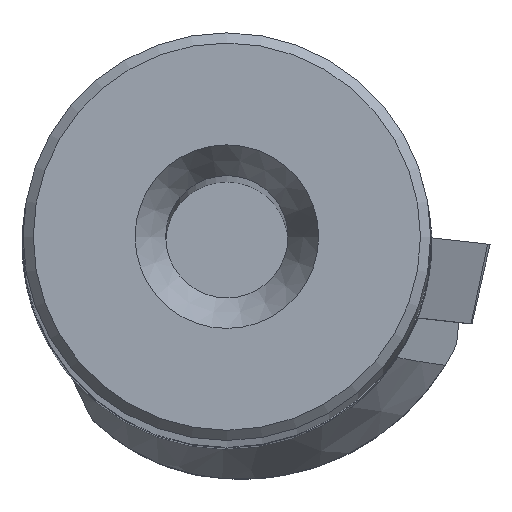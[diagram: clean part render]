
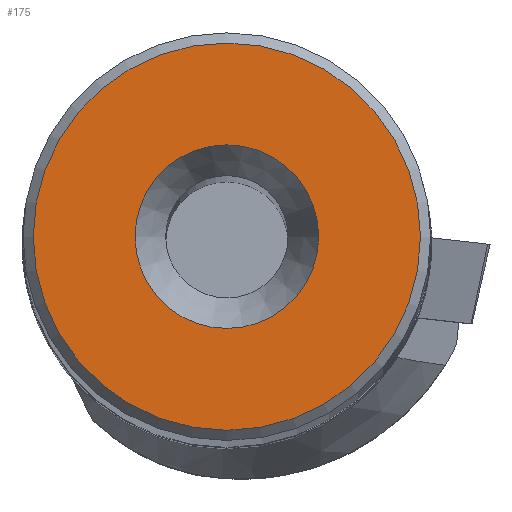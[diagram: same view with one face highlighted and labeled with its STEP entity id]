
A CAD part, top view. The second image highlights one B-rep face of the part: STEP entity #175.
In plain terms, the highlighted planar face has unit normal (0, 0, 1).
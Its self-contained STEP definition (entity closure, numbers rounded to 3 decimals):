
#175=ADVANCED_FACE('',(#315,#316),#209,.T.);
#209=PLANE('',#918);
#315=FACE_BOUND('',#365,.T.);
#316=FACE_BOUND('',#366,.T.);
#365=EDGE_LOOP('',(#508));
#366=EDGE_LOOP('',(#509));
#508=ORIENTED_EDGE('',*,*,#727,.T.);
#509=ORIENTED_EDGE('',*,*,#728,.F.);
#645=VERTEX_POINT('',#1526);
#646=VERTEX_POINT('',#1528);
#727=EDGE_CURVE('',#645,#645,#775,.T.);
#728=EDGE_CURVE('',#646,#646,#776,.T.);
#775=CIRCLE('',#916,4.5);
#776=CIRCLE('',#917,9.491);
#916=AXIS2_PLACEMENT_3D('',#1525,#1105,#1106);
#917=AXIS2_PLACEMENT_3D('',#1527,#1107,#1108);
#918=AXIS2_PLACEMENT_3D('',#1529,#1109,#1110);
#1105=DIRECTION('',(0.,0.,-1.));
#1106=DIRECTION('',(-1.,0.,0.));
#1107=DIRECTION('',(0.,0.,-1.));
#1108=DIRECTION('',(-1.,0.,0.));
#1109=DIRECTION('',(0.,0.,1.));
#1110=DIRECTION('',(-1.,0.,0.));
#1525=CARTESIAN_POINT('',(0.,0.,0.));
#1526=CARTESIAN_POINT('',(-4.5,0.,0.));
#1527=CARTESIAN_POINT('',(0.,0.,0.));
#1528=CARTESIAN_POINT('',(-9.491,0.,0.));
#1529=CARTESIAN_POINT('',(0.,0.,0.));
